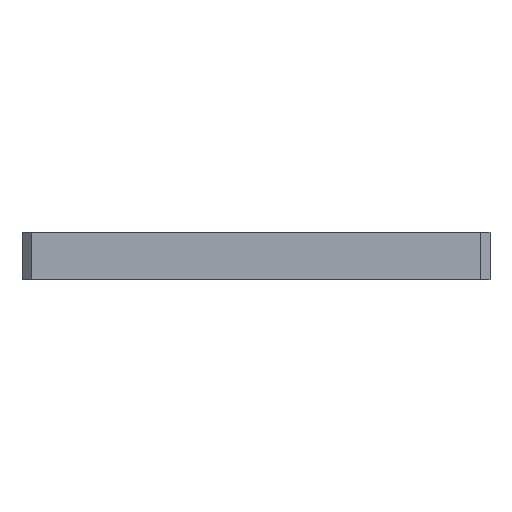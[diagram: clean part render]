
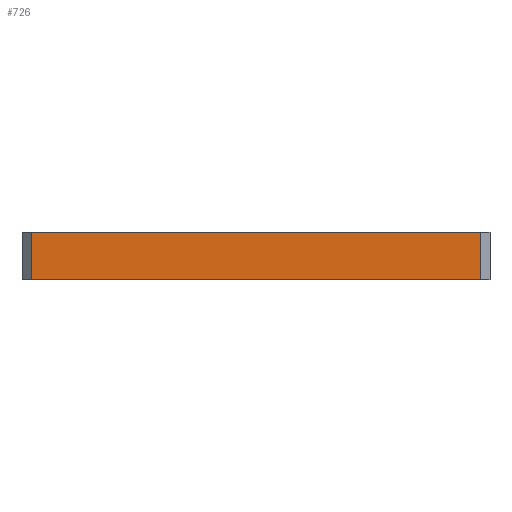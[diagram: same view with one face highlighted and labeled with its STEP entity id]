
A CAD part, front view. The second image highlights one B-rep face of the part: STEP entity #726.
In plain terms, the highlighted planar face has unit normal (0, -1, 0).
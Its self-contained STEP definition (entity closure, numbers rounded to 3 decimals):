
#47 = DIRECTION ( 'NONE',  ( 0., 1., 0. ) ) ;
#54 = LINE ( 'NONE', #549, #530 ) ;
#154 = ORIENTED_EDGE ( 'NONE', *, *, #179, .T. ) ;
#179 = EDGE_CURVE ( 'NONE', #415, #1087, #824, .T. ) ;
#180 = VERTEX_POINT ( 'NONE', #601 ) ;
#388 = CARTESIAN_POINT ( 'NONE',  ( -74., -70., 15. ) ) ;
#415 = VERTEX_POINT ( 'NONE', #1007 ) ;
#443 = DIRECTION ( 'NONE',  ( 1., 0., 0. ) ) ;
#447 = CARTESIAN_POINT ( 'NONE',  ( 71., -70., 15. ) ) ;
#463 = EDGE_CURVE ( 'NONE', #415, #180, #1380, .T. ) ;
#523 = ORIENTED_EDGE ( 'NONE', *, *, #1343, .T. ) ;
#527 = AXIS2_PLACEMENT_3D ( 'NONE', #388, #47, #884 ) ;
#530 = VECTOR ( 'NONE', #1015, 1000. ) ;
#549 = CARTESIAN_POINT ( 'NONE',  ( -74., -70., 0. ) ) ;
#558 = VECTOR ( 'NONE', #1175, 1000. ) ;
#577 = EDGE_LOOP ( 'NONE', ( #1228, #154, #523, #1515 ) ) ;
#601 = CARTESIAN_POINT ( 'NONE',  ( 71., -70., 15. ) ) ;
#726 = ADVANCED_FACE ( 'NONE', ( #1248 ), #1002, .F. ) ;
#756 = VECTOR ( 'NONE', #443, 1000. ) ;
#793 = CARTESIAN_POINT ( 'NONE',  ( -74., -70., 15. ) ) ;
#824 = LINE ( 'NONE', #1312, #1254 ) ;
#846 = CARTESIAN_POINT ( 'NONE',  ( -71., -70., 0. ) ) ;
#884 = DIRECTION ( 'NONE',  ( 0., 0., 1. ) ) ;
#964 = DIRECTION ( 'NONE',  ( 0., 0., -1. ) ) ;
#978 = EDGE_CURVE ( 'NONE', #1218, #180, #1526, .T. ) ;
#1000 = CARTESIAN_POINT ( 'NONE',  ( 71., -70., 0. ) ) ;
#1002 = PLANE ( 'NONE',  #527 ) ;
#1007 = CARTESIAN_POINT ( 'NONE',  ( -71., -70., 15. ) ) ;
#1015 = DIRECTION ( 'NONE',  ( 1., 0., 0. ) ) ;
#1087 = VERTEX_POINT ( 'NONE', #846 ) ;
#1175 = DIRECTION ( 'NONE',  ( 0., 0., 1. ) ) ;
#1218 = VERTEX_POINT ( 'NONE', #1000 ) ;
#1228 = ORIENTED_EDGE ( 'NONE', *, *, #463, .F. ) ;
#1248 = FACE_OUTER_BOUND ( 'NONE', #577, .T. ) ;
#1254 = VECTOR ( 'NONE', #964, 1000. ) ;
#1312 = CARTESIAN_POINT ( 'NONE',  ( -71., -70., 15. ) ) ;
#1343 = EDGE_CURVE ( 'NONE', #1087, #1218, #54, .T. ) ;
#1380 = LINE ( 'NONE', #793, #756 ) ;
#1515 = ORIENTED_EDGE ( 'NONE', *, *, #978, .T. ) ;
#1526 = LINE ( 'NONE', #447, #558 ) ;
